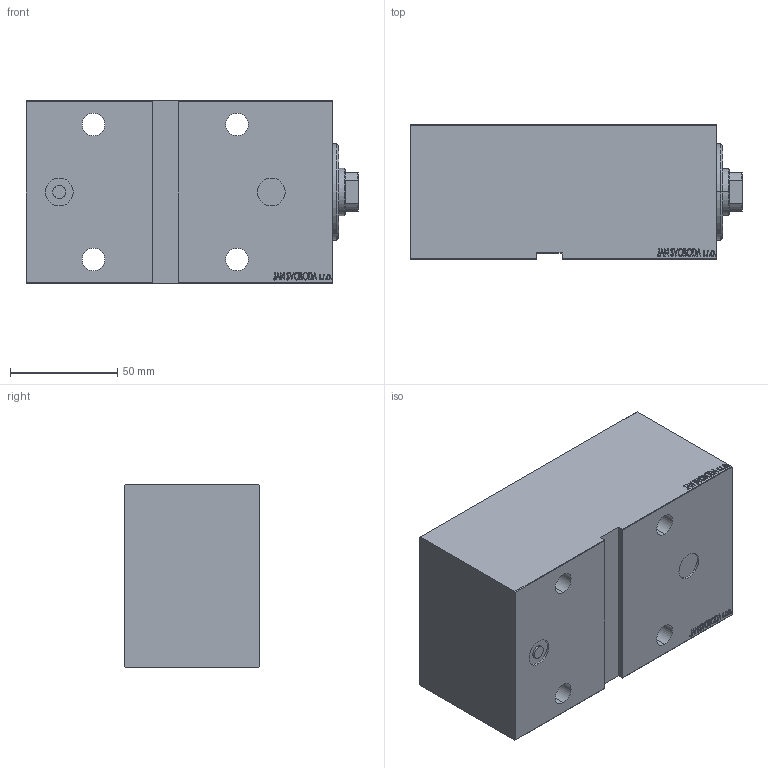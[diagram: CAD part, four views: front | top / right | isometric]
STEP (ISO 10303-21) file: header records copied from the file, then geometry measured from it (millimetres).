
FILE_DESCRIPTION (( 'STEP AP203' ), '1' );
FILE_NAME ('fe6f.STEP', '2024-02-12T08:42:07', ( '' ), ( '' ), 'SwSTEP 2.0', 'SolidWorks 2019', '' );
FILE_SCHEMA (( 'CONFIG_CONTROL_DESIGN' ));
Length unit declared in the file: millimetre
Products named in the file (4): V450CM_E_VCP 0c1d705fd1c07daa1b98843077035fe1; V450CM_E_Body 0c1d705fd1c07daa1b98843077035fe1; V450CM_VC_B 0c1d705fd1c07daa1b98843077035fe1; fe6f
Assembly tree (3 placements, depth 2):
  fe6f
    V450CM_E_Body 0c1d705fd1c07daa1b98843077035fe1
    V450CM_E_VCP 0c1d705fd1c07daa1b98843077035fe1
    V450CM_VC_B 0c1d705fd1c07daa1b98843077035fe1
Bounding box: 155 x 63 x 85 mm (x, y, z)
Volume: 672240.1 mm3; surface area: 102127 mm2
Topology: 3 solids, 3 shells, 849 faces, 2184 edges, 1449 vertices
Faces by surface type: plane 409, bspline 380, cylinder 46, cone 14
Entity records: 42926 total; most frequent: CARTESIAN_POINT 24346, ORIENTED_EDGE 4364, DIRECTION 2472, EDGE_CURVE 2182, VERTEX_POINT 1449, VECTOR 1306, LINE 1306, EDGE_LOOP 969
